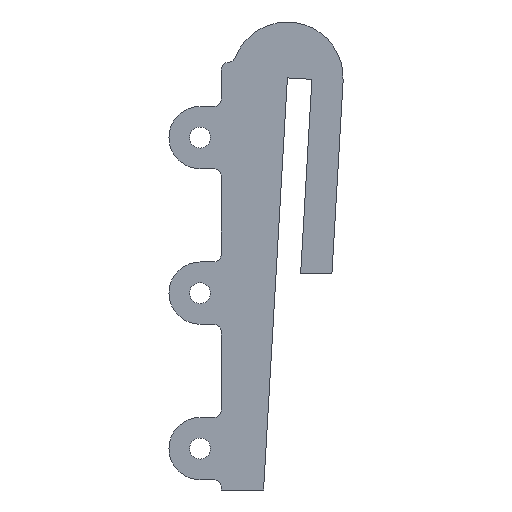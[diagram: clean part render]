
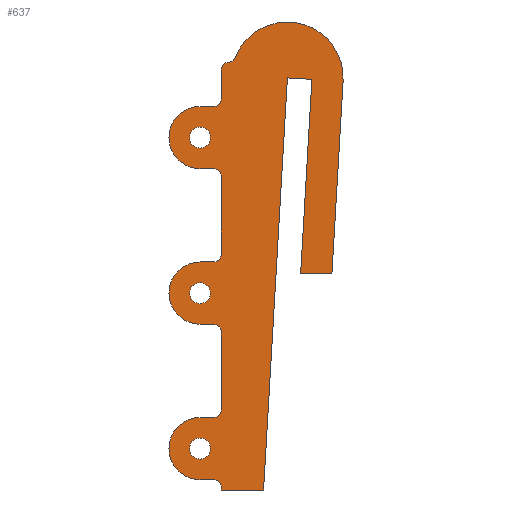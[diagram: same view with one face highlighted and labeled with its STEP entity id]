
A CAD part, front view. The second image highlights one B-rep face of the part: STEP entity #637.
In plain terms, the highlighted planar face has unit normal (0, -1, 0).
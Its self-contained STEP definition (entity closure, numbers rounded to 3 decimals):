
#20=CIRCLE('',#667,1.35);
#22=CIRCLE('',#670,1.35);
#25=CIRCLE('',#674,4.);
#26=CIRCLE('',#678,4.);
#29=CIRCLE('',#691,7.193);
#30=CIRCLE('',#694,1.35);
#31=CIRCLE('',#695,4.);
#32=CIRCLE('',#696,1.);
#33=CIRCLE('',#697,1.);
#34=CIRCLE('',#698,1.);
#35=CIRCLE('',#699,1.);
#36=CIRCLE('',#700,1.);
#37=CIRCLE('',#701,1.);
#38=CIRCLE('',#702,1.);
#39=CIRCLE('',#703,1.);
#133=ORIENTED_EDGE('',*,*,#303,.F.);
#134=ORIENTED_EDGE('',*,*,#304,.T.);
#135=ORIENTED_EDGE('',*,*,#305,.T.);
#136=ORIENTED_EDGE('',*,*,#306,.T.);
#137=ORIENTED_EDGE('',*,*,#300,.T.);
#138=ORIENTED_EDGE('',*,*,#307,.T.);
#139=ORIENTED_EDGE('',*,*,#281,.T.);
#140=ORIENTED_EDGE('',*,*,#255,.T.);
#141=ORIENTED_EDGE('',*,*,#259,.T.);
#142=ORIENTED_EDGE('',*,*,#308,.T.);
#143=ORIENTED_EDGE('',*,*,#262,.T.);
#144=ORIENTED_EDGE('',*,*,#309,.T.);
#145=ORIENTED_EDGE('',*,*,#310,.F.);
#146=ORIENTED_EDGE('',*,*,#264,.T.);
#147=ORIENTED_EDGE('',*,*,#270,.T.);
#148=ORIENTED_EDGE('',*,*,#311,.T.);
#149=ORIENTED_EDGE('',*,*,#271,.T.);
#150=ORIENTED_EDGE('',*,*,#277,.T.);
#151=ORIENTED_EDGE('',*,*,#279,.T.);
#152=ORIENTED_EDGE('',*,*,#286,.T.);
#153=ORIENTED_EDGE('',*,*,#289,.T.);
#154=ORIENTED_EDGE('',*,*,#292,.T.);
#155=ORIENTED_EDGE('',*,*,#295,.T.);
#156=ORIENTED_EDGE('',*,*,#298,.T.);
#157=ORIENTED_EDGE('',*,*,#312,.T.);
#158=ORIENTED_EDGE('',*,*,#313,.T.);
#159=ORIENTED_EDGE('',*,*,#246,.T.);
#160=ORIENTED_EDGE('',*,*,#314,.T.);
#161=ORIENTED_EDGE('',*,*,#315,.T.);
#162=ORIENTED_EDGE('',*,*,#249,.F.);
#163=ORIENTED_EDGE('',*,*,#251,.F.);
#246=EDGE_CURVE('',#337,#336,#398,.T.);
#249=EDGE_CURVE('',#339,#339,#20,.T.);
#251=EDGE_CURVE('',#341,#341,#22,.T.);
#255=EDGE_CURVE('',#346,#345,#25,.T.);
#259=EDGE_CURVE('',#345,#348,#405,.T.);
#262=EDGE_CURVE('',#352,#351,#408,.T.);
#264=EDGE_CURVE('',#353,#354,#26,.T.);
#270=EDGE_CURVE('',#354,#358,#414,.T.);
#271=EDGE_CURVE('',#359,#360,#415,.T.);
#277=EDGE_CURVE('',#360,#364,#421,.T.);
#279=EDGE_CURVE('',#364,#365,#423,.T.);
#281=EDGE_CURVE('',#367,#346,#425,.T.);
#286=EDGE_CURVE('',#365,#370,#430,.T.);
#289=EDGE_CURVE('',#370,#372,#433,.T.);
#292=EDGE_CURVE('',#372,#374,#436,.T.);
#295=EDGE_CURVE('',#374,#376,#439,.T.);
#298=EDGE_CURVE('',#376,#378,#29,.T.);
#300=EDGE_CURVE('',#381,#380,#442,.T.);
#303=EDGE_CURVE('',#383,#383,#30,.T.);
#304=EDGE_CURVE('',#384,#385,#31,.T.);
#305=EDGE_CURVE('',#385,#386,#445,.T.);
#306=EDGE_CURVE('',#386,#381,#32,.F.);
#307=EDGE_CURVE('',#380,#367,#33,.F.);
#308=EDGE_CURVE('',#348,#352,#34,.F.);
#309=EDGE_CURVE('',#351,#387,#35,.F.);
#310=EDGE_CURVE('',#353,#387,#446,.T.);
#311=EDGE_CURVE('',#358,#359,#36,.F.);
#312=EDGE_CURVE('',#378,#388,#37,.F.);
#313=EDGE_CURVE('',#388,#337,#38,.T.);
#314=EDGE_CURVE('',#336,#389,#39,.F.);
#315=EDGE_CURVE('',#389,#384,#447,.T.);
#336=VERTEX_POINT('',#920);
#337=VERTEX_POINT('',#922);
#339=VERTEX_POINT('',#928);
#341=VERTEX_POINT('',#933);
#345=VERTEX_POINT('',#941);
#346=VERTEX_POINT('',#943);
#348=VERTEX_POINT('',#949);
#351=VERTEX_POINT('',#956);
#352=VERTEX_POINT('',#958);
#353=VERTEX_POINT('',#962);
#354=VERTEX_POINT('',#963);
#358=VERTEX_POINT('',#973);
#359=VERTEX_POINT('',#977);
#360=VERTEX_POINT('',#978);
#364=VERTEX_POINT('',#988);
#365=VERTEX_POINT('',#992);
#367=VERTEX_POINT('',#998);
#370=VERTEX_POINT('',#1006);
#372=VERTEX_POINT('',#1012);
#374=VERTEX_POINT('',#1018);
#376=VERTEX_POINT('',#1024);
#378=VERTEX_POINT('',#1030);
#380=VERTEX_POINT('',#1035);
#381=VERTEX_POINT('',#1037);
#383=VERTEX_POINT('',#1043);
#384=VERTEX_POINT('',#1045);
#385=VERTEX_POINT('',#1046);
#386=VERTEX_POINT('',#1048);
#387=VERTEX_POINT('',#1053);
#388=VERTEX_POINT('',#1057);
#389=VERTEX_POINT('',#1060);
#398=LINE('',#921,#458);
#405=LINE('',#950,#465);
#408=LINE('',#957,#468);
#414=LINE('',#974,#474);
#415=LINE('',#976,#475);
#421=LINE('',#989,#481);
#423=LINE('',#994,#483);
#425=LINE('',#997,#485);
#430=LINE('',#1007,#490);
#433=LINE('',#1013,#493);
#436=LINE('',#1019,#496);
#439=LINE('',#1025,#499);
#442=LINE('',#1036,#502);
#445=LINE('',#1047,#505);
#446=LINE('',#1054,#506);
#447=LINE('',#1061,#507);
#458=VECTOR('',#733,1000.);
#465=VECTOR('',#760,1000.);
#468=VECTOR('',#765,1000.);
#474=VECTOR('',#779,1000.);
#475=VECTOR('',#782,1000.);
#481=VECTOR('',#790,1000.);
#483=VECTOR('',#794,1000.);
#485=VECTOR('',#798,1000.);
#490=VECTOR('',#805,1000.);
#493=VECTOR('',#810,1000.);
#496=VECTOR('',#815,1000.);
#499=VECTOR('',#820,1000.);
#502=VECTOR('',#831,1000.);
#505=VECTOR('',#840,1000.);
#506=VECTOR('',#849,1000.);
#507=VECTOR('',#858,1000.);
#537=EDGE_LOOP('',(#133));
#538=EDGE_LOOP('',(#134,#135,#136,#137,#138,#139,#140,#141,#142,#143,#144,
#145,#146,#147,#148,#149,#150,#151,#152,#153,#154,#155,#156,#157,#158,#159,
#160,#161));
#539=EDGE_LOOP('',(#162));
#540=EDGE_LOOP('',(#163));
#579=FACE_BOUND('',#537,.T.);
#580=FACE_BOUND('',#538,.T.);
#581=FACE_BOUND('',#539,.T.);
#582=FACE_BOUND('',#540,.T.);
#614=PLANE('',#693);
#637=ADVANCED_FACE('',(#579,#580,#581,#582),#614,.T.);
#667=AXIS2_PLACEMENT_3D('',#927,#738,#739);
#670=AXIS2_PLACEMENT_3D('',#932,#744,#745);
#674=AXIS2_PLACEMENT_3D('',#942,#753,#754);
#678=AXIS2_PLACEMENT_3D('',#961,#769,#770);
#691=AXIS2_PLACEMENT_3D('',#1031,#826,#827);
#693=AXIS2_PLACEMENT_3D('',#1041,#834,#835);
#694=AXIS2_PLACEMENT_3D('',#1042,#836,#837);
#695=AXIS2_PLACEMENT_3D('',#1044,#838,#839);
#696=AXIS2_PLACEMENT_3D('',#1049,#841,#842);
#697=AXIS2_PLACEMENT_3D('',#1050,#843,#844);
#698=AXIS2_PLACEMENT_3D('',#1051,#845,#846);
#699=AXIS2_PLACEMENT_3D('',#1052,#847,#848);
#700=AXIS2_PLACEMENT_3D('',#1055,#850,#851);
#701=AXIS2_PLACEMENT_3D('',#1056,#852,#853);
#702=AXIS2_PLACEMENT_3D('',#1058,#854,#855);
#703=AXIS2_PLACEMENT_3D('',#1059,#856,#857);
#733=DIRECTION('',(0.,0.,-1.));
#738=DIRECTION('',(0.,-1.,0.));
#739=DIRECTION('',(1.,0.,0.));
#744=DIRECTION('',(0.,-1.,0.));
#745=DIRECTION('',(1.,0.,0.));
#753=DIRECTION('',(0.,-1.,0.));
#754=DIRECTION('',(1.,0.,0.));
#760=DIRECTION('',(1.,0.,0.));
#765=DIRECTION('',(0.,0.,-1.));
#769=DIRECTION('',(0.,-1.,0.));
#770=DIRECTION('',(1.,0.,0.));
#779=DIRECTION('',(1.,0.,0.));
#782=DIRECTION('',(0.,0.,-1.));
#790=DIRECTION('',(1.,0.,0.));
#794=DIRECTION('',(0.058,0.,0.998));
#798=DIRECTION('',(-1.,0.,0.));
#805=DIRECTION('',(0.998,0.,-0.058));
#810=DIRECTION('',(-0.058,0.,-0.998));
#815=DIRECTION('',(1.,0.,0.));
#820=DIRECTION('',(0.058,0.,0.998));
#826=DIRECTION('',(0.,-1.,0.));
#827=DIRECTION('',(-1.,0.,0.));
#831=DIRECTION('',(0.,0.,-1.));
#834=DIRECTION('',(0.,-1.,0.));
#835=DIRECTION('',(0.,0.,-1.));
#836=DIRECTION('',(0.,-1.,0.));
#837=DIRECTION('',(1.,0.,0.));
#838=DIRECTION('',(0.,-1.,0.));
#839=DIRECTION('',(1.,0.,0.));
#840=DIRECTION('',(1.,0.,0.));
#841=DIRECTION('',(0.,-1.,0.));
#842=DIRECTION('',(0.,0.,-1.));
#843=DIRECTION('',(0.,-1.,0.));
#844=DIRECTION('',(0.,0.,-1.));
#845=DIRECTION('',(0.,-1.,0.));
#846=DIRECTION('',(0.,0.,-1.));
#847=DIRECTION('',(0.,-1.,0.));
#848=DIRECTION('',(0.,0.,-1.));
#849=DIRECTION('',(1.,0.,0.));
#850=DIRECTION('',(0.,-1.,0.));
#851=DIRECTION('',(0.,0.,-1.));
#852=DIRECTION('',(0.,-1.,0.));
#853=DIRECTION('',(0.,0.,-1.));
#854=DIRECTION('',(0.,-1.,0.));
#855=DIRECTION('',(0.,0.,-1.));
#856=DIRECTION('',(0.,-1.,0.));
#857=DIRECTION('',(0.,0.,-1.));
#858=DIRECTION('',(-1.,0.,0.));
#920=CARTESIAN_POINT('',(0.,-6.,144.186));
#921=CARTESIAN_POINT('',(0.,-6.,148.861));
#922=CARTESIAN_POINT('',(0.,-6.,147.865));
#927=CARTESIAN_POINT('',(-2.714,-6.,119.186));
#928=CARTESIAN_POINT('',(-1.364,-6.,119.186));
#932=CARTESIAN_POINT('',(-2.714,-6.,99.186));
#933=CARTESIAN_POINT('',(-1.364,-6.,99.186));
#941=CARTESIAN_POINT('',(-2.714,-6.,115.186));
#942=CARTESIAN_POINT('',(-2.714,-6.,119.186));
#943=CARTESIAN_POINT('',(-2.714,-6.,123.186));
#949=CARTESIAN_POINT('',(-1.,-6.,115.186));
#950=CARTESIAN_POINT('',(-2.714,-6.,115.186));
#956=CARTESIAN_POINT('',(0.,-6.,104.186));
#957=CARTESIAN_POINT('',(0.,-6.,103.412));
#958=CARTESIAN_POINT('',(0.,-6.,114.186));
#961=CARTESIAN_POINT('',(-2.714,-6.,99.186));
#962=CARTESIAN_POINT('',(-2.714,-6.,103.186));
#963=CARTESIAN_POINT('',(-2.714,-6.,95.186));
#973=CARTESIAN_POINT('',(-1.,-6.,95.186));
#974=CARTESIAN_POINT('',(-2.714,-6.,95.186));
#976=CARTESIAN_POINT('',(0.,-6.,95.412));
#977=CARTESIAN_POINT('',(0.,-6.,94.186));
#978=CARTESIAN_POINT('',(0.,-6.,93.861));
#988=CARTESIAN_POINT('',(5.458,-6.,93.861));
#989=CARTESIAN_POINT('',(0.,-6.,93.861));
#992=CARTESIAN_POINT('',(8.525,-6.,146.86));
#994=CARTESIAN_POINT('',(5.457,-6.,93.86));
#997=CARTESIAN_POINT('',(-2.714,-6.,123.186));
#998=CARTESIAN_POINT('',(-1.,-6.,123.186));
#1006=CARTESIAN_POINT('',(11.67,-6.,146.678));
#1007=CARTESIAN_POINT('',(8.5,-6.,146.861));
#1012=CARTESIAN_POINT('',(10.225,-6.,121.718));
#1013=CARTESIAN_POINT('',(11.67,-6.,146.678));
#1018=CARTESIAN_POINT('',(14.25,-6.,121.718));
#1019=CARTESIAN_POINT('',(10.25,-6.,121.718));
#1024=CARTESIAN_POINT('',(15.681,-6.,146.446));
#1025=CARTESIAN_POINT('',(14.25,-6.,121.718));
#1030=CARTESIAN_POINT('',(1.806,-6.,149.495));
#1031=CARTESIAN_POINT('',(8.5,-6.,146.861));
#1035=CARTESIAN_POINT('',(0.,-6.,124.186));
#1036=CARTESIAN_POINT('',(0.,-6.,148.861));
#1037=CARTESIAN_POINT('',(0.,-6.,134.186));
#1041=CARTESIAN_POINT('',(-2.714,-6.,138.697));
#1042=CARTESIAN_POINT('',(-2.714,-6.,139.186));
#1043=CARTESIAN_POINT('',(-1.364,-6.,139.186));
#1044=CARTESIAN_POINT('',(-2.714,-6.,139.186));
#1045=CARTESIAN_POINT('',(-2.714,-6.,143.186));
#1046=CARTESIAN_POINT('',(-2.714,-6.,135.186));
#1047=CARTESIAN_POINT('',(-2.714,-6.,135.186));
#1048=CARTESIAN_POINT('',(-1.,-6.,135.186));
#1049=CARTESIAN_POINT('',(-1.,-6.,134.186));
#1050=CARTESIAN_POINT('',(-1.,-6.,124.186));
#1051=CARTESIAN_POINT('',(-1.,-6.,114.186));
#1052=CARTESIAN_POINT('',(-1.,-6.,104.186));
#1053=CARTESIAN_POINT('',(-1.,-6.,103.186));
#1054=CARTESIAN_POINT('',(-2.714,-6.,103.186));
#1055=CARTESIAN_POINT('',(-1.,-6.,94.186));
#1056=CARTESIAN_POINT('',(0.876,-6.,149.861));
#1057=CARTESIAN_POINT('',(0.938,-6.,148.863));
#1058=CARTESIAN_POINT('',(1.,-6.,147.865));
#1059=CARTESIAN_POINT('',(-1.,-6.,144.186));
#1060=CARTESIAN_POINT('',(-1.,-6.,143.186));
#1061=CARTESIAN_POINT('',(-2.714,-6.,143.186));
